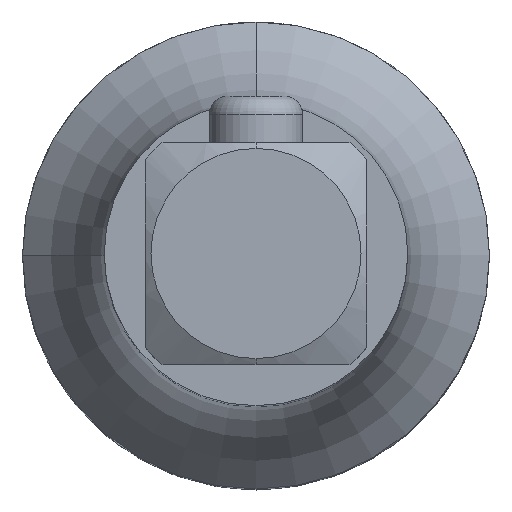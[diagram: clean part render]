
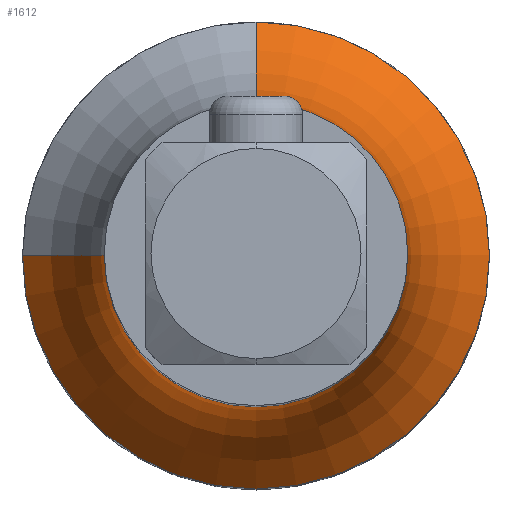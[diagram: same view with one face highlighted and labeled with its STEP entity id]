
A CAD part, top view. The second image highlights one B-rep face of the part: STEP entity #1612.
In plain terms, the highlighted toroidal (fillet/blend) face has major radius 16.5 mm and minor radius 10 mm.
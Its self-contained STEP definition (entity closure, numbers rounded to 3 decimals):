
#351=CARTESIAN_POINT('',(0.,0.,23.099));
#352=DIRECTION('',(0.,0.,1.));
#353=DIRECTION('',(-1.,0.,0.));
#354=AXIS2_PLACEMENT_3D('',#351,#352,#353);
#389=CARTESIAN_POINT('',(0.,0.,23.099));
#390=DIRECTION('',(0.,0.,1.));
#391=DIRECTION('',(0.,-1.,0.));
#392=AXIS2_PLACEMENT_3D('',#389,#390,#391);
#397=CARTESIAN_POINT('',(0.,0.,15.5));
#398=DIRECTION('',(0.,0.,-1.));
#399=DIRECTION('',(1.,0.,0.));
#400=AXIS2_PLACEMENT_3D('',#397,#398,#399);
#405=CARTESIAN_POINT('',(-16.5,0.,23.099));
#406=DIRECTION('',(0.,-1.,0.));
#407=DIRECTION('',(0.65,0.,-0.76));
#408=AXIS2_PLACEMENT_3D('',#405,#406,#407);
#413=CARTESIAN_POINT('',(0.,16.5,23.099));
#414=DIRECTION('',(-1.,0.,0.));
#415=DIRECTION('',(0.,-0.65,-0.76));
#416=AXIS2_PLACEMENT_3D('',#413,#414,#415);
#458=CARTESIAN_POINT('',(0.,0.,15.5));
#459=DIRECTION('',(0.,0.,1.));
#460=DIRECTION('',(1.,0.,0.));
#461=AXIS2_PLACEMENT_3D('',#458,#459,#460);
#1242=CARTESIAN_POINT('',(10.,0.,15.5));
#1243=CARTESIAN_POINT('',(0.,10.,15.5));
#1244=VERTEX_POINT('',#1242);
#1245=VERTEX_POINT('',#1243);
#1246=CARTESIAN_POINT('',(-10.,0.,15.5));
#1247=VERTEX_POINT('',#1246);
#1248=CARTESIAN_POINT('',(0.,6.5,23.099));
#1249=CARTESIAN_POINT('',(-6.5,0.,23.099));
#1250=VERTEX_POINT('',#1248);
#1251=VERTEX_POINT('',#1249);
#1252=CARTESIAN_POINT('',(0.,-6.5,23.099));
#1253=VERTEX_POINT('',#1252);
#1595=CARTESIAN_POINT('',(0.,0.,23.099));
#1596=DIRECTION('',(0.,0.,1.));
#1597=DIRECTION('',(-0.017,-1.,0.));
#1598=AXIS2_PLACEMENT_3D('',#1595,#1596,#1597);
#1599=TOROIDAL_SURFACE('',#1598,16.5,10.);
#1600=ORIENTED_EDGE('',*,*,#1589,.T.);
#1602=ORIENTED_EDGE('',*,*,#1601,.F.);
#1604=ORIENTED_EDGE('',*,*,#1603,.F.);
#1606=ORIENTED_EDGE('',*,*,#1605,.T.);
#1608=ORIENTED_EDGE('',*,*,#1607,.T.);
#1609=ORIENTED_EDGE('',*,*,#1573,.T.);
#1610=EDGE_LOOP('',(#1600,#1602,#1604,#1606,#1608,#1609));
#1611=FACE_OUTER_BOUND('',#1610,.F.);
#1612=ADVANCED_FACE('',(#1611),#1599,.F.);
#355=CIRCLE('',#354,6.5);
#393=CIRCLE('',#392,6.5);
#401=CIRCLE('',#400,10.);
#409=CIRCLE('',#408,10.);
#417=CIRCLE('',#416,10.);
#462=CIRCLE('',#461,10.);
#1573=EDGE_CURVE('',#1251,#1253,#355,.T.);
#1589=EDGE_CURVE('',#1253,#1250,#393,.T.);
#1601=EDGE_CURVE('',#1245,#1250,#417,.T.);
#1603=EDGE_CURVE('',#1244,#1245,#462,.T.);
#1605=EDGE_CURVE('',#1244,#1247,#401,.T.);
#1607=EDGE_CURVE('',#1247,#1251,#409,.T.);
